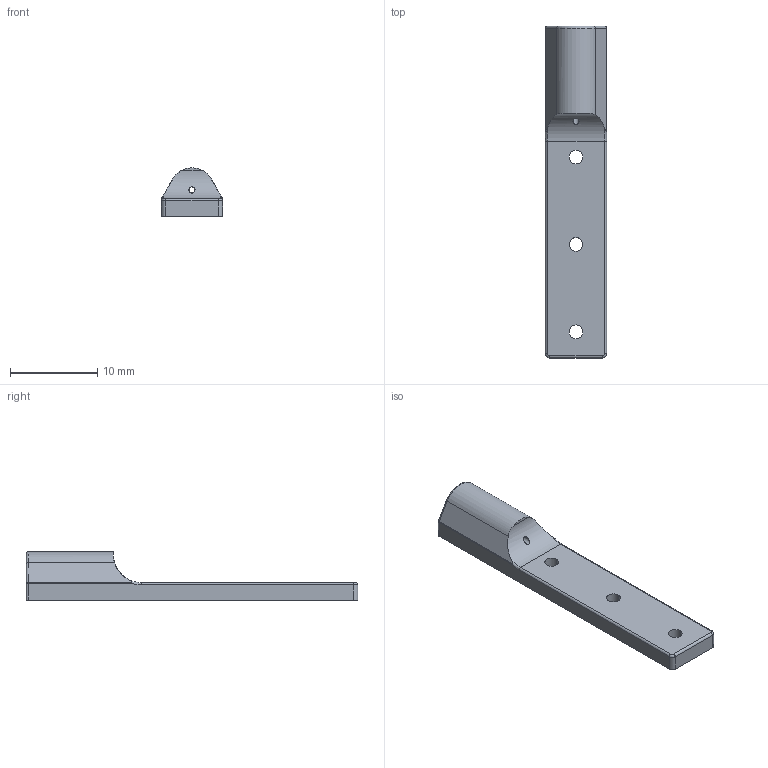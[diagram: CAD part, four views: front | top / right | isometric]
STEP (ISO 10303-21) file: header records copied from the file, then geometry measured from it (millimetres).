
FILE_DESCRIPTION (( 'STEP AP214' ), '1' );
FILE_NAME ('Tube_Holder_19.STEP', '2017-05-22T16:02:53', ( 'Windows User' ), ( '' ), 'SwSTEP 2.0', 'SolidWorks 2014', '' );
FILE_SCHEMA (( 'AUTOMOTIVE_DESIGN' ));
Length unit declared in the file: millimetre
Products named in the file (1): Tube_Holder_19
Bounding box: 7 x 38 x 5.54 mm (x, y, z)
Volume: 697.2 mm3; surface area: 807.8 mm2
Topology: 1 solids, 1 shells, 37 faces, 93 edges, 56 vertices
Faces by surface type: cylinder 21, plane 9, torus 5, sphere 2
Entity records: 1194 total; most frequent: CARTESIAN_POINT 255, DIRECTION 200, ORIENTED_EDGE 182, EDGE_CURVE 91, AXIS2_PLACEMENT_3D 81, VERTEX_POINT 56, EDGE_LOOP 45, CIRCLE 43
